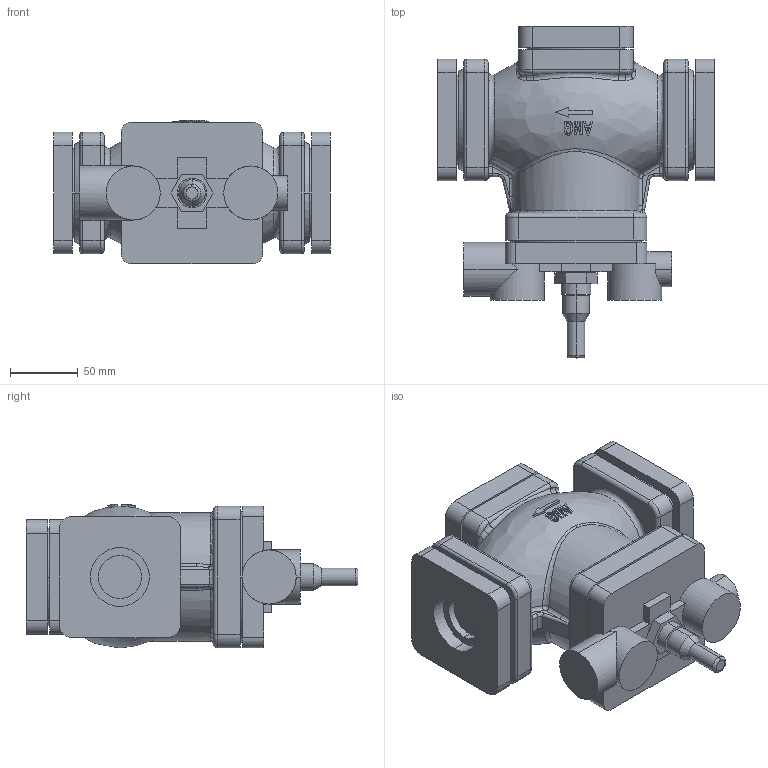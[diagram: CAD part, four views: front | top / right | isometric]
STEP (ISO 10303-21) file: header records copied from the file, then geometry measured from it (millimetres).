
FILE_DESCRIPTION((''),'2;1');
FILE_NAME('AM32_ASM','2020-11-20T',('AMG'),(''),'PRO/ENGINEER BY PARAMETRIC TECHNOLOGY CORPORATION, 2008380','PRO/ENGINEER BY PARAMETRIC TECHNOLOGY CORPORATION, 2008380','');
FILE_SCHEMA(('CONFIG_CONTROL_DESIGN'));
Length unit declared in the file: millimetre
Products named in the file (6): APM40-2; 32-40DIGAI; 32FALAN; AM32-40GAI; 32-40DINGGAN-DINGGANZUO; AM32_ASM
Assembly tree (6 placements, depth 2):
  AM32_ASM
    APM40-2
    32-40DIGAI
    32FALAN  x2
    AM32-40GAI
    32-40DINGGAN-DINGGANZUO
Bounding box: 205 x 245.76 x 106.48 mm (x, y, z)
Volume: 2284895.3 mm3; surface area: 215034.7 mm2
Topology: 6 solids, 6 shells, 381 faces, 919 edges, 567 vertices
Faces by surface type: cylinder 118, plane 114, bspline 103, torus 36, cone 6, sphere 4
Entity records: 15807 total; most frequent: CARTESIAN_POINT 7802, ORIENTED_EDGE 1750, DIRECTION 1480, EDGE_CURVE 875, AXIS2_PLACEMENT_3D 569, VERTEX_POINT 539, EDGE_LOOP 382, FACE_OUTER_BOUND 363
